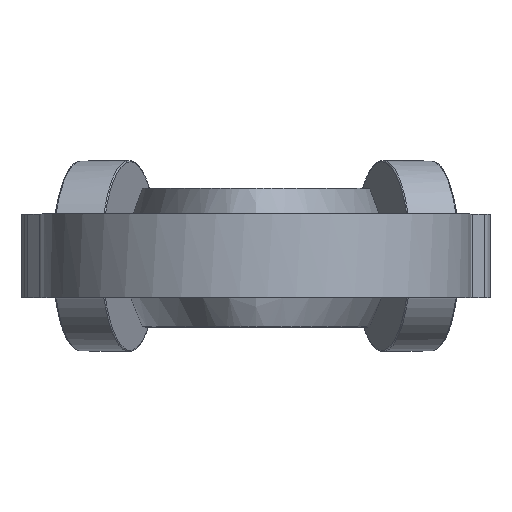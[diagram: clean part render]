
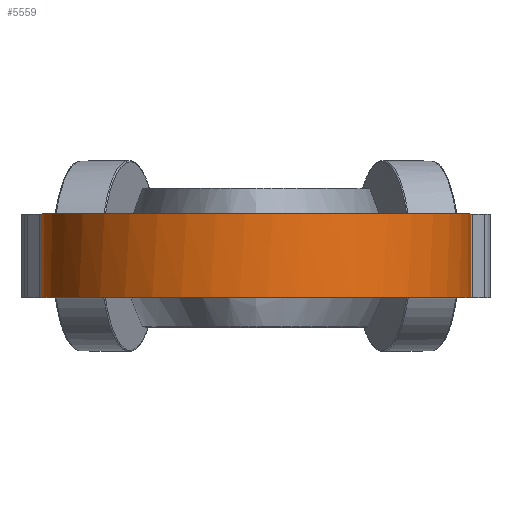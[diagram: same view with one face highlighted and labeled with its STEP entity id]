
A CAD part, top view. The second image highlights one B-rep face of the part: STEP entity #5559.
In plain terms, the highlighted free-form (B-spline) face has degree [2, 1] with [5, 2] control points.
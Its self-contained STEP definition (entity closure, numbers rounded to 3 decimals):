
#4544 = VERTEX_POINT('',#4545);
#4545 = CARTESIAN_POINT('',(-94.889,19.59,
    134.687));
#4551 = EDGE_CURVE('',#4544,#4552,#4554,.T.);
#4552 = VERTEX_POINT('',#4553);
#4553 = CARTESIAN_POINT('',(94.889,19.59,
    134.687));
#4554 = ( BOUNDED_CURVE() B_SPLINE_CURVE(2,(#4555,#4556,#4557,#4558,
#4559),.UNSPECIFIED.,.F.,.F.) B_SPLINE_CURVE_WITH_KNOTS((3,2,3),(
    2.782,4.533,6.283),
.PIECEWISE_BEZIER_KNOTS.) CURVE() GEOMETRIC_REPRESENTATION_ITEM() 
RATIONAL_B_SPLINE_CURVE((1.,0.641,1.,0.641,1.)) 
REPRESENTATION_ITEM('') );
#4555 = CARTESIAN_POINT('',(-94.889,19.59,
    134.687));
#4556 = CARTESIAN_POINT('',(-115.531,19.59,
    248.359));
#4557 = CARTESIAN_POINT('',(0.,19.59,
    248.359));
#4558 = CARTESIAN_POINT('',(115.531,19.59,
    248.359));
#4559 = CARTESIAN_POINT('',(94.889,19.59,
    134.687));
#4949 = VERTEX_POINT('',#4950);
#4950 = CARTESIAN_POINT('',(94.889,-17.915,
    134.687));
#4956 = EDGE_CURVE('',#4949,#4957,#4959,.T.);
#4957 = VERTEX_POINT('',#4958);
#4958 = CARTESIAN_POINT('',(-94.889,-17.915,
    134.687));
#4959 = ( BOUNDED_CURVE() B_SPLINE_CURVE(2,(#4960,#4961,#4962,#4963,
#4964),.UNSPECIFIED.,.F.,.F.) B_SPLINE_CURVE_WITH_KNOTS((3,2,3),(0.,
1.75,3.501),.PIECEWISE_BEZIER_KNOTS.) CURVE() 
GEOMETRIC_REPRESENTATION_ITEM() RATIONAL_B_SPLINE_CURVE((1.,
0.641,1.,0.641,1.)) REPRESENTATION_ITEM('') );
#4960 = CARTESIAN_POINT('',(94.889,-17.915,
    134.687));
#4961 = CARTESIAN_POINT('',(115.531,-17.915,
    248.359));
#4962 = CARTESIAN_POINT('',(0.,-17.915,
    248.359));
#4963 = CARTESIAN_POINT('',(-115.531,-17.915,
    248.359));
#4964 = CARTESIAN_POINT('',(-94.889,-17.915,
    134.687));
#5546 = EDGE_CURVE('',#4544,#4957,#5547,.T.);
#5547 = B_SPLINE_CURVE_WITH_KNOTS('',1,(#5548,#5549),.UNSPECIFIED.,.F.,
  .F.,(2,2),(-17.5,17.5),.PIECEWISE_BEZIER_KNOTS.);
#5548 = CARTESIAN_POINT('',(-94.889,19.59,
    134.687));
#5549 = CARTESIAN_POINT('',(-94.889,-17.915,
    134.687));
#5559 = ADVANCED_FACE('',(#5560),#5570,.T.);
#5560 = FACE_BOUND('',#5561,.T.);
#5561 = EDGE_LOOP('',(#5562,#5563,#5564,#5569));
#5562 = ORIENTED_EDGE('',*,*,#5546,.T.);
#5563 = ORIENTED_EDGE('',*,*,#4956,.F.);
#5564 = ORIENTED_EDGE('',*,*,#5565,.F.);
#5565 = EDGE_CURVE('',#4552,#4949,#5566,.T.);
#5566 = B_SPLINE_CURVE_WITH_KNOTS('',1,(#5567,#5568),.UNSPECIFIED.,.F.,
  .F.,(2,2),(-17.5,17.5),.PIECEWISE_BEZIER_KNOTS.);
#5567 = CARTESIAN_POINT('',(94.889,19.59,
    134.687));
#5568 = CARTESIAN_POINT('',(94.889,-17.915,
    134.687));
#5569 = ORIENTED_EDGE('',*,*,#4551,.F.);
#5570 = ( BOUNDED_SURFACE() B_SPLINE_SURFACE(2,1,(
    (#5571,#5572)
    ,(#5573,#5574)
    ,(#5575,#5576)
    ,(#5577,#5578)
    ,(#5579,#5580
)),.UNSPECIFIED.,.F.,.F.,.F.) B_SPLINE_SURFACE_WITH_KNOTS((3,2,3),(2,2),
  (4.533,6.283,8.034),(-17.5,17.5),
.PIECEWISE_BEZIER_KNOTS.) GEOMETRIC_REPRESENTATION_ITEM() 
RATIONAL_B_SPLINE_SURFACE((
    (1.,1.)
    ,(0.641,0.641)
    ,(1.,1.)
    ,(0.641,0.641)
,(1.,1.))) REPRESENTATION_ITEM('') SURFACE() );
#5571 = CARTESIAN_POINT('',(94.889,19.59,
    134.687));
#5572 = CARTESIAN_POINT('',(94.889,-17.915,
    134.687));
#5573 = CARTESIAN_POINT('',(115.531,19.59,
    248.359));
#5574 = CARTESIAN_POINT('',(115.531,-17.915,
    248.359));
#5575 = CARTESIAN_POINT('',(0.,19.59,
    248.359));
#5576 = CARTESIAN_POINT('',(0.,-17.915,
    248.359));
#5577 = CARTESIAN_POINT('',(-115.531,19.59,
    248.359));
#5578 = CARTESIAN_POINT('',(-115.531,-17.915,
    248.359));
#5579 = CARTESIAN_POINT('',(-94.889,19.59,
    134.687));
#5580 = CARTESIAN_POINT('',(-94.889,-17.915,
    134.687));
